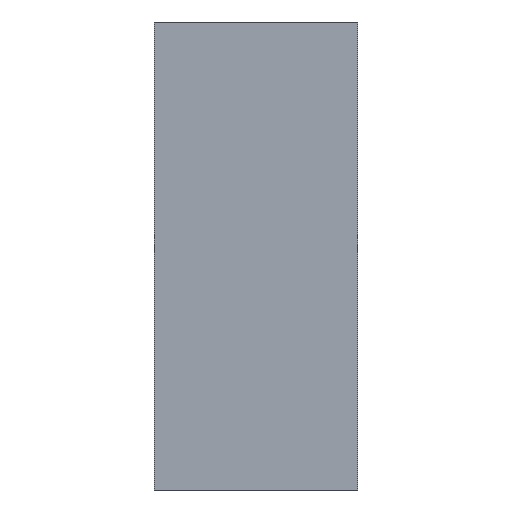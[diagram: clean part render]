
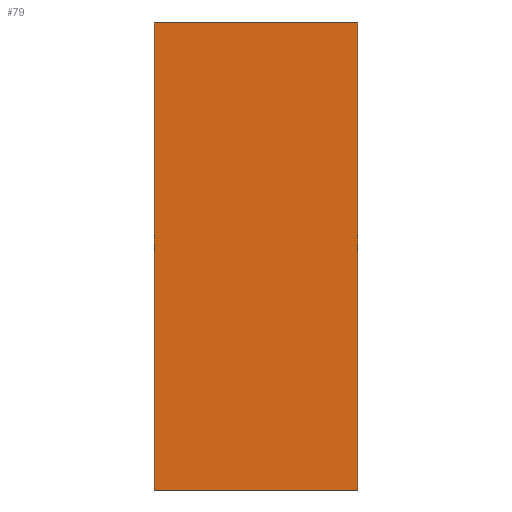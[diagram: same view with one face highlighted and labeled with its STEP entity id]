
A CAD part, left-side view. The second image highlights one B-rep face of the part: STEP entity #79.
In plain terms, the highlighted planar face has unit normal (-1, 0, 0).
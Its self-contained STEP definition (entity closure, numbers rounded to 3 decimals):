
#79 = ADVANCED_FACE( '', ( #93 ), #94, .F. );
#93 = FACE_OUTER_BOUND( '', #115, .T. );
#94 = PLANE( '', #116 );
#115 = EDGE_LOOP( '', ( #147, #148, #149, #150 ) );
#116 = AXIS2_PLACEMENT_3D( '', #151, #152, #153 );
#147 = ORIENTED_EDGE( '', *, *, #195, .T. );
#148 = ORIENTED_EDGE( '', *, *, #196, .F. );
#149 = ORIENTED_EDGE( '', *, *, #197, .F. );
#150 = ORIENTED_EDGE( '', *, *, #188, .T. );
#151 = CARTESIAN_POINT( '', ( -65., 10., 46. ) );
#152 = DIRECTION( '', ( 1., 0., 0. ) );
#153 = DIRECTION( '', ( 0., 1., 0. ) );
#188 = EDGE_CURVE( '', #206, #204, #207, .T. );
#195 = EDGE_CURVE( '', #204, #217, #219, .T. );
#196 = EDGE_CURVE( '', #220, #217, #221, .T. );
#197 = EDGE_CURVE( '', #206, #220, #222, .T. );
#204 = VERTEX_POINT( '', #232 );
#206 = VERTEX_POINT( '', #235 );
#207 = LINE( '', #236, #237 );
#217 = VERTEX_POINT( '', #250 );
#219 = LINE( '', #253, #254 );
#220 = VERTEX_POINT( '', #255 );
#221 = LINE( '', #256, #257 );
#222 = LINE( '', #258, #259 );
#232 = CARTESIAN_POINT( '', ( -65., 10., 0. ) );
#235 = CARTESIAN_POINT( '', ( -65., 10., 46. ) );
#236 = CARTESIAN_POINT( '', ( -65., 10., 46. ) );
#237 = VECTOR( '', #272, 1000. );
#250 = CARTESIAN_POINT( '', ( -65., -10., 0. ) );
#253 = CARTESIAN_POINT( '', ( -65., 10., 0. ) );
#254 = VECTOR( '', #283, 1000. );
#255 = CARTESIAN_POINT( '', ( -65., -10., 46. ) );
#256 = CARTESIAN_POINT( '', ( -65., -10., 46. ) );
#257 = VECTOR( '', #284, 1000. );
#258 = CARTESIAN_POINT( '', ( -65., 10., 46. ) );
#259 = VECTOR( '', #285, 1000. );
#272 = DIRECTION( '', ( 0., 0., -1. ) );
#283 = DIRECTION( '', ( 0., -1., 0. ) );
#284 = DIRECTION( '', ( 0., 0., -1. ) );
#285 = DIRECTION( '', ( 0., -1., 0. ) );
